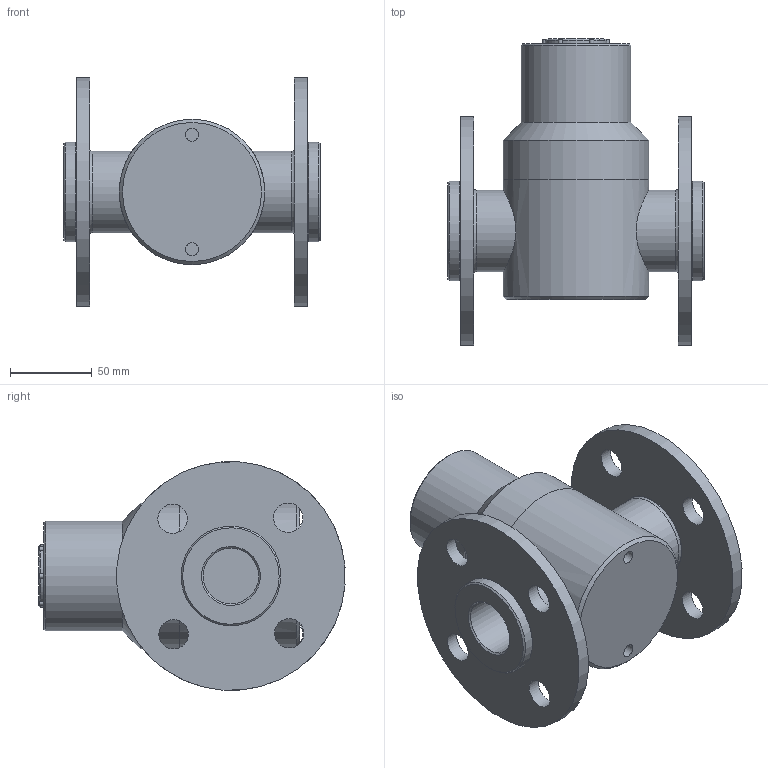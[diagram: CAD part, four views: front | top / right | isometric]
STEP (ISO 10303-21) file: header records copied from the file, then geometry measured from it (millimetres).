
FILE_DESCRIPTION (( 'STEP AP214' ), '1' );
FILE_NAME ('11-4-1104-0X-PN16.step', '2019-07-24T11:35:11', ( '' ), ( '' ), 'SwSTEP 2.0', 'SolidWorks 2019', '' );
FILE_SCHEMA (( 'AUTOMOTIVE_DESIGN' ));
Length unit declared in the file: millimetre
Products named in the file (13): PVC Bonnet all size; Body detail_40mm or 1 1-4; 1 1-4 PN16 BR; inch and a quarter Flange stub; PVC Bonnet all size_40mm PVC-304; 32 + 40mm Dust Cap; Body detail; 11-4-1104-0X-PN16
Assembly tree (7 placements, depth 2):
  PVC Bonnet all size
  1 1-4 PN16 BR
  1 1-4 PN16 BR
  32 + 40mm Dust Cap
  inch and a quarter Flange stub
Bounding box: 157.01 x 187.18 x 139.57 mm (x, y, z)
Volume: 1058554.7 mm3; surface area: 183083.2 mm2
Topology: 7 solids, 7 shells, 97 faces, 213 edges, 138 vertices
Faces by surface type: cylinder 41, plane 24, cone 14, torus 14, bspline 4
Full cylindrical faces by diameter (mm): 7.938 x2, 18 x8, 27.5 x1, 34 x2, 50 x4, 51 x2, 51.5 x2, 61 x2, 67 x1, 89 x2, 140 x2
Entity records: 3861 total; most frequent: CARTESIAN_POINT 1990, DIRECTION 343, ORIENTED_EDGE 270, AXIS2_PLACEMENT_3D 164, EDGE_CURVE 135, EDGE_LOOP 123, VERTEX_POINT 104, FACE_OUTER_BOUND 95
